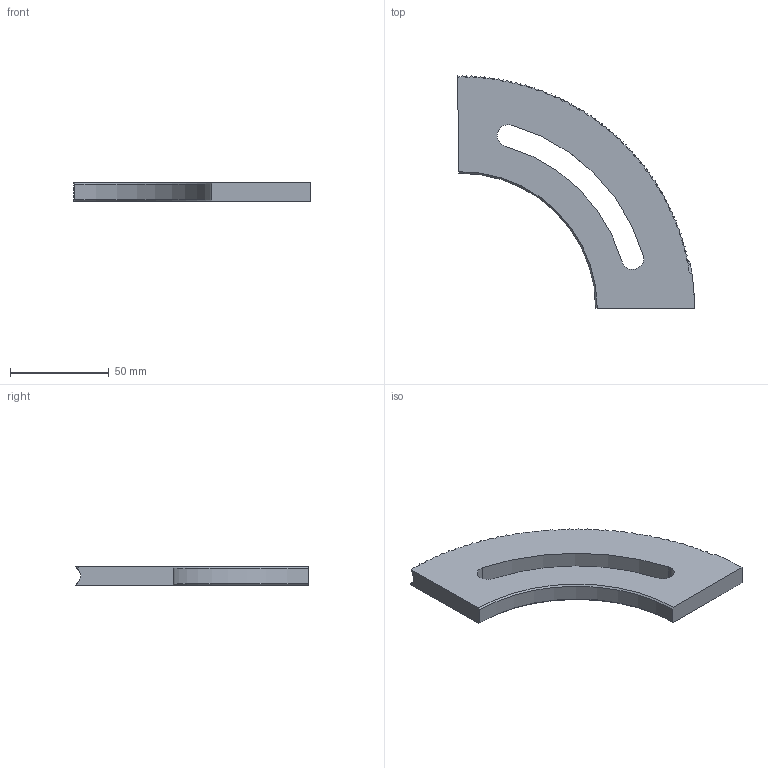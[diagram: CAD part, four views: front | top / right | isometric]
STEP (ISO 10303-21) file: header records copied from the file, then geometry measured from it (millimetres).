
FILE_DESCRIPTION (( 'STEP AP203' ), '1' );
FILE_NAME ('M3937-S.STEP', '2022-04-20T20:35:34', ( '' ), ( '' ), 'SwSTEP 2.0', 'SolidWorks 2020', '' );
FILE_SCHEMA (( 'CONFIG_CONTROL_DESIGN' ));
Length unit declared in the file: inch
Products named in the file (1): M3937-S
Bounding box: 119.79 x 117.59 x 9.49 mm (x, y, z)
Volume: 55320 mm3; surface area: 18017.7 mm2
Topology: 1 solids, 1 shells, 88 faces, 258 edges, 172 vertices
Faces by surface type: sphere 73, cylinder 7, plane 4, torus 2, cone 2
Entity records: 4243 total; most frequent: CARTESIAN_POINT 1800, DIRECTION 528, ORIENTED_EDGE 516, EDGE_CURVE 258, AXIS2_PLACEMENT_3D 256, VERTEX_POINT 172, CIRCLE 167, EDGE_LOOP 90
